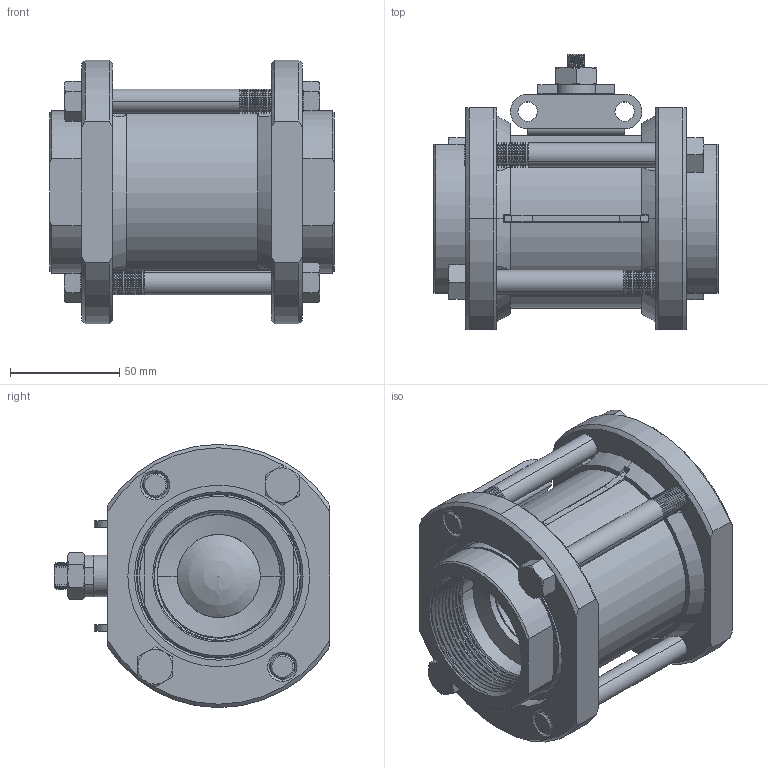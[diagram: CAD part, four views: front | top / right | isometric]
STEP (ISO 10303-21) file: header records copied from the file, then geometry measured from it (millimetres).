
FILE_DESCRIPTION (( 'STEP AP203' ), '1' );
FILE_NAME ('23XXSESZ.step', '2018-03-22T15:49:23', ( '' ), ( '' ), 'SwSTEP 2.0', 'SolidWorks 2017', '' );
FILE_SCHEMA (( 'CONFIG_CONTROL_DESIGN' ));
Length unit declared in the file: inch
Products named in the file (1): 23XXSESZ
Bounding box: 130.18 x 126.14 x 120.65 mm (x, y, z)
Volume: 594108.6 mm3; surface area: 202535.9 mm2
Topology: 23 solids, 23 shells, 1291 faces, 3350 edges, 2123 vertices
Faces by surface type: cone 515, cylinder 450, plane 192, bspline 112, torus 20, sphere 2
Entity records: 122111 total; most frequent: CARTESIAN_POINT 90906, ORIENTED_EDGE 6688, DIRECTION 6607, EDGE_CURVE 3344, AXIS2_PLACEMENT_3D 2700, VERTEX_POINT 2119, CIRCLE 1520, EDGE_LOOP 1373
